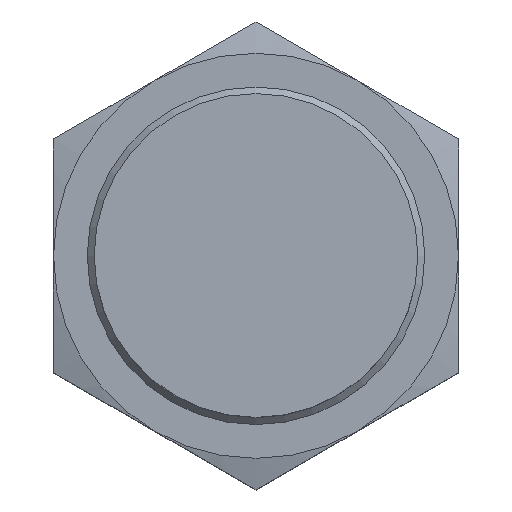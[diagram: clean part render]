
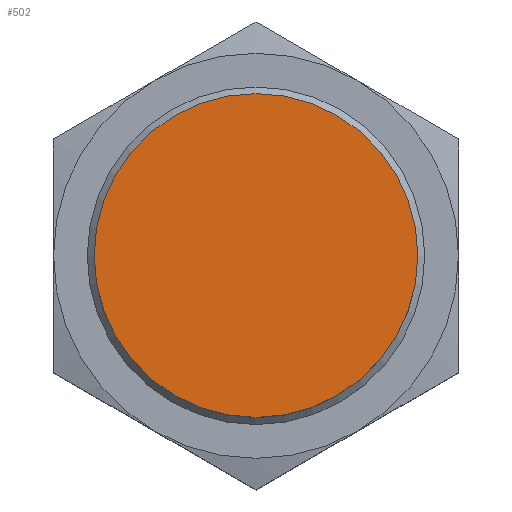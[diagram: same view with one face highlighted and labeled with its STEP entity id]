
A CAD part, top view. The second image highlights one B-rep face of the part: STEP entity #502.
In plain terms, the highlighted face is planar.
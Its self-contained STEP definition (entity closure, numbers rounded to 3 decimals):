
#103=ORIENTED_EDGE('',*,*,#229,.F.);
#229=EDGE_CURVE('',#292,#292,#337,.T.);
#292=VERTEX_POINT('',#799);
#337=CIRCLE('',#570,14.387);
#366=EDGE_LOOP('',(#103));
#428=FACE_BOUND('',#366,.T.);
#490=PLANE('',#569);
#502=ADVANCED_FACE('',(#428),#490,.F.);
#569=AXIS2_PLACEMENT_3D('',#797,#644,#645);
#570=AXIS2_PLACEMENT_3D('',#798,#646,#647);
#644=DIRECTION('',(1.,0.,0.));
#645=DIRECTION('',(0.,0.,-1.));
#646=DIRECTION('',(1.,0.,0.));
#647=DIRECTION('',(0.,0.,-1.));
#797=CARTESIAN_POINT('',(0.,0.,0.));
#798=CARTESIAN_POINT('',(0.,0.,0.));
#799=CARTESIAN_POINT('',(0.,0.,-14.387));
